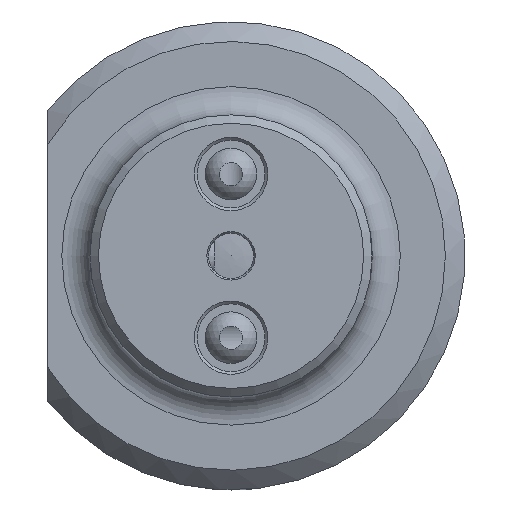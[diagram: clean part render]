
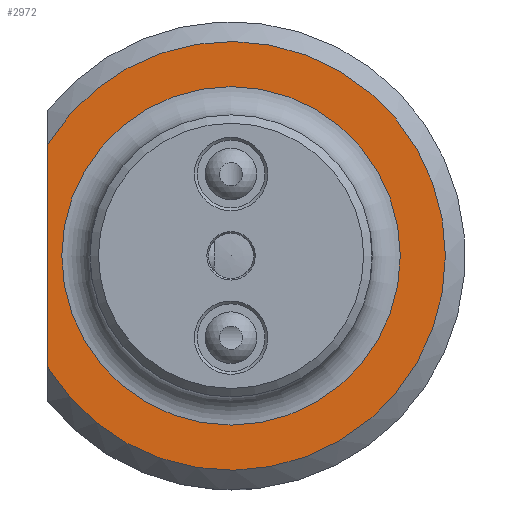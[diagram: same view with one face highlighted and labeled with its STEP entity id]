
A CAD part, left-side view. The second image highlights one B-rep face of the part: STEP entity #2972.
In plain terms, the highlighted planar face has unit normal (-1, 0, 0).
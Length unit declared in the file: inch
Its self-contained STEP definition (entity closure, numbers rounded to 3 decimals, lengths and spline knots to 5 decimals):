
#210=FACE_BOUND('',#858,.T.);
#278=PLANE('',#3245);
#386=LINE('',#5215,#536);
#536=VECTOR('',#3839,0.3937);
#701=FACE_OUTER_BOUND('',#857,.T.);
#857=EDGE_LOOP('',(#2281,#2282));
#858=EDGE_LOOP('',(#2283,#2284));
#1028=CIRCLE('',#3236,1.1811);
#1029=CIRCLE('',#3237,1.1811);
#1035=CIRCLE('',#3246,1.49606);
#1260=VERTEX_POINT('',#5036);
#1261=VERTEX_POINT('',#5038);
#1274=VERTEX_POINT('',#5213);
#1275=VERTEX_POINT('',#5214);
#1628=EDGE_CURVE('',#1260,#1261,#1028,.T.);
#1629=EDGE_CURVE('',#1261,#1260,#1029,.T.);
#1647=EDGE_CURVE('',#1274,#1275,#386,.T.);
#1648=EDGE_CURVE('',#1274,#1275,#1035,.T.);
#2281=ORIENTED_EDGE('',*,*,#1647,.T.);
#2282=ORIENTED_EDGE('',*,*,#1648,.F.);
#2283=ORIENTED_EDGE('',*,*,#1629,.F.);
#2284=ORIENTED_EDGE('',*,*,#1628,.F.);
#2972=ADVANCED_FACE('',(#701,#210),#278,.T.);
#3236=AXIS2_PLACEMENT_3D('',#5039,#3815,#3816);
#3237=AXIS2_PLACEMENT_3D('',#5040,#3817,#3818);
#3245=AXIS2_PLACEMENT_3D('',#5212,#3837,#3838);
#3246=AXIS2_PLACEMENT_3D('',#5216,#3840,#3841);
#3815=DIRECTION('center_axis',(-1.,0.,0.));
#3816=DIRECTION('ref_axis',(0.,-1.,0.));
#3817=DIRECTION('center_axis',(-1.,0.,0.));
#3818=DIRECTION('ref_axis',(0.,-1.,0.));
#3837=DIRECTION('center_axis',(-1.,0.,0.));
#3838=DIRECTION('ref_axis',(0.,0.,1.));
#3839=DIRECTION('',(0.,0.,-1.));
#3840=DIRECTION('center_axis',(1.,0.,0.));
#3841=DIRECTION('ref_axis',(0.,-1.,0.));
#5036=CARTESIAN_POINT('',(-0.82677,0.,1.1811));
#5038=CARTESIAN_POINT('',(-0.82677,1.1811,0.));
#5039=CARTESIAN_POINT('Origin',(-0.82677,0.,
0.));
#5040=CARTESIAN_POINT('Origin',(-0.82677,0.,
0.));
#5212=CARTESIAN_POINT('Origin',(-0.82677,1.30906,0.));
#5213=CARTESIAN_POINT('',(-0.82677,1.27953,0.77525));
#5214=CARTESIAN_POINT('',(-0.82677,1.27953,-0.77525));
#5215=CARTESIAN_POINT('',(-0.82677,1.27953,0.7874));
#5216=CARTESIAN_POINT('Origin',(-0.82677,0.,
0.));
